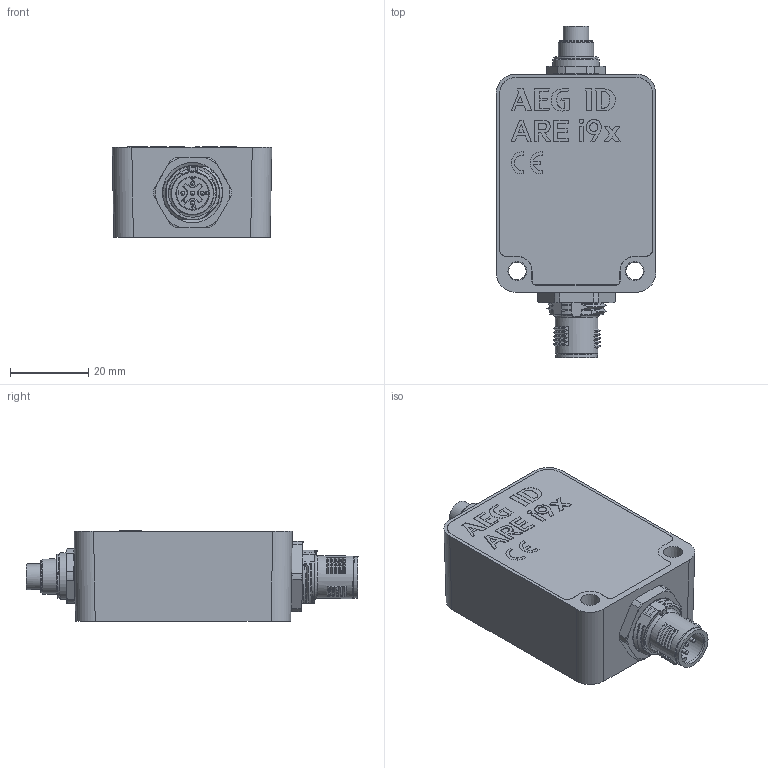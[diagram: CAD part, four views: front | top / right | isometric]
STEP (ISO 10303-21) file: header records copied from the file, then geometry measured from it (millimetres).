
FILE_DESCRIPTION(/* description */ (''),/* implementation_level */ '2;1');
FILE_NAME(/* name */ 'ARE i9x LF STEP v1.step',/* time_stamp */ '2023-09-22T09:43:28+02:00',/* author */ (''),/* organization */ (''),/* preprocessor_version */ 'ST-DEVELOPER v20',/* originating_system */ 'Autodesk Translation Framework v12.14.0.127',/* authorisation */ '');
FILE_SCHEMA (('AUTOMOTIVE_DESIGN { 1 0 10303 214 3 1 1 }'));
Products named in the file (5): ARE i9x BASIS; RFID SYMBOL; #48456; LASERBESCHRIFTUNG; #48458
Assembly tree (4 placements, depth 3):
  ARE i9x BASIS
    RFID SYMBOL
    #48456
      LASERBESCHRIFTUNG
    #48458
Bounding box: 40.8 x 84.91 x 23.27 mm (x, y, z)
Volume: 20097.9 mm3; surface area: 20451 mm2
Topology: 3 solids, 4 shells, 1247 faces, 3265 edges, 2045 vertices
Faces by surface type: plane 522, cylinder 296, bspline 290, cone 80, sphere 31, torus 28
Full cylindrical faces by diameter (mm): 0.7 x3, 1 x6, 1.3 x5, 1.52 x1, 2.035 x1, 6 x1, 6.6 x1, 7.5 x1, 8.315 x1, 9 x1, 9.65 x1, 10.7 x1, 10.9 x1, 12.9 x2, 15 x1
Entity records: 48308 total; most frequent: CARTESIAN_POINT 19434, ORIENTED_EDGE 6440, DIRECTION 5283, EDGE_CURVE 3220, VERTEX_POINT 2045, LINE 1777, VECTOR 1777, AXIS2_PLACEMENT_3D 1753
